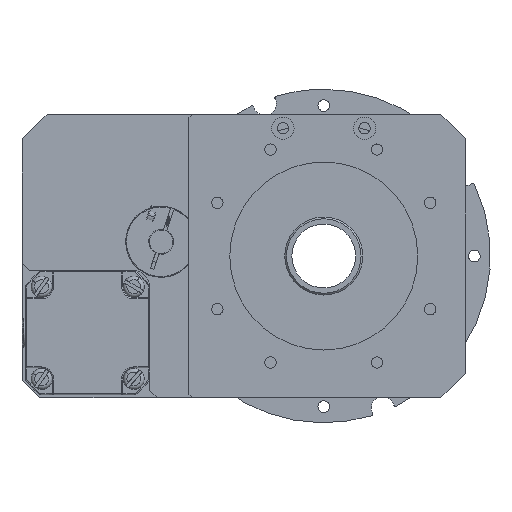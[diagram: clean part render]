
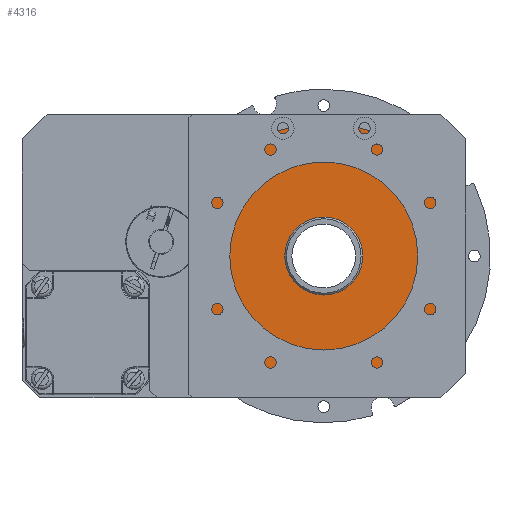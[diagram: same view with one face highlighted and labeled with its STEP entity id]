
A CAD part, front view. The second image highlights one B-rep face of the part: STEP entity #4316.
In plain terms, the highlighted planar face has unit normal (0, -1, 0).
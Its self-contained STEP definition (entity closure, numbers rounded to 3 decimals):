
#720 = EDGE_CURVE ( 'NONE', #67222, #70831, #40646, .T. ) ;
#4316 = ADVANCED_FACE ( 'Defeatured_611', ( #63644, #42370 ), #33187, .F. ) ;
#5854 = CARTESIAN_POINT ( 'NONE',  ( 0., -10.7, 0. ) ) ;
#6756 = EDGE_CURVE ( 'NONE', #36057, #18783, #22791, .T. ) ;
#6913 = DIRECTION ( 'NONE',  ( 0., 1., 0. ) ) ;
#7411 = CARTESIAN_POINT ( 'NONE',  ( 0., -10.7, 0. ) ) ;
#8573 = AXIS2_PLACEMENT_3D ( 'NONE', #78601, #55329, #40759 ) ;
#10983 = EDGE_CURVE ( 'NONE', #70831, #67222, #68945, .T. ) ;
#17039 = EDGE_CURVE ( 'NONE', #18783, #36057, #38497, .T. ) ;
#18783 = VERTEX_POINT ( 'NONE', #35336 ) ;
#19500 = DIRECTION ( 'NONE',  ( 0., 1., 0. ) ) ;
#22791 = CIRCLE ( 'NONE', #30543, 37.6 ) ;
#26771 = DIRECTION ( 'NONE',  ( 0., 0., 1. ) ) ;
#28317 = AXIS2_PLACEMENT_3D ( 'NONE', #7411, #50630, #95699 ) ;
#30543 = AXIS2_PLACEMENT_3D ( 'NONE', #43248, #57308, #72833 ) ;
#33187 = PLANE ( 'NONE',  #59745 ) ;
#35336 = CARTESIAN_POINT ( 'NONE',  ( 0., -10.7, 37.6 ) ) ;
#36057 = VERTEX_POINT ( 'NONE', #93912 ) ;
#38497 = CIRCLE ( 'NONE', #63245, 37.6 ) ;
#39069 = ORIENTED_EDGE ( 'NONE', *, *, #17039, .F. ) ;
#40646 = CIRCLE ( 'NONE', #28317, 9. ) ;
#40759 = DIRECTION ( 'NONE',  ( 0., 0., 1. ) ) ;
#42370 = FACE_OUTER_BOUND ( 'NONE', #61178, .T. ) ;
#43248 = CARTESIAN_POINT ( 'NONE',  ( 0., -10.7, 0. ) ) ;
#45151 = ORIENTED_EDGE ( 'NONE', *, *, #720, .T. ) ;
#50630 = DIRECTION ( 'NONE',  ( 0., 1., 0. ) ) ;
#55329 = DIRECTION ( 'NONE',  ( 0., 1., 0. ) ) ;
#57308 = DIRECTION ( 'NONE',  ( 0., 1., 0. ) ) ;
#59299 = CARTESIAN_POINT ( 'NONE',  ( 0., -10.7, 0. ) ) ;
#59745 = AXIS2_PLACEMENT_3D ( 'NONE', #59299, #6913, #95694 ) ;
#61178 = EDGE_LOOP ( 'NONE', ( #83617, #39069 ) ) ;
#61670 = CARTESIAN_POINT ( 'NONE',  ( 0., -10.7, -9. ) ) ;
#62300 = CARTESIAN_POINT ( 'NONE',  ( 0., -10.7, 9. ) ) ;
#63245 = AXIS2_PLACEMENT_3D ( 'NONE', #5854, #19500, #26771 ) ;
#63644 = FACE_BOUND ( 'NONE', #92287, .T. ) ;
#67222 = VERTEX_POINT ( 'NONE', #61670 ) ;
#68945 = CIRCLE ( 'NONE', #8573, 9. ) ;
#70831 = VERTEX_POINT ( 'NONE', #62300 ) ;
#72833 = DIRECTION ( 'NONE',  ( 0., 0., 1. ) ) ;
#78601 = CARTESIAN_POINT ( 'NONE',  ( 0., -10.7, 0. ) ) ;
#83512 = ORIENTED_EDGE ( 'NONE', *, *, #10983, .T. ) ;
#83617 = ORIENTED_EDGE ( 'NONE', *, *, #6756, .F. ) ;
#92287 = EDGE_LOOP ( 'NONE', ( #83512, #45151 ) ) ;
#93912 = CARTESIAN_POINT ( 'NONE',  ( 0., -10.7, -37.6 ) ) ;
#95694 = DIRECTION ( 'NONE',  ( 0., 0., 1. ) ) ;
#95699 = DIRECTION ( 'NONE',  ( 0., 0., 1. ) ) ;
